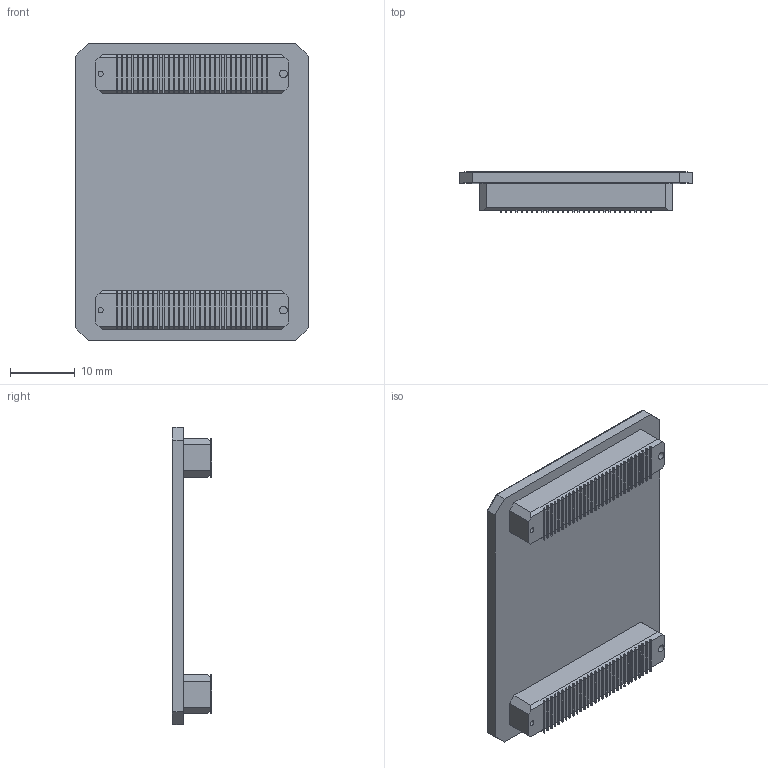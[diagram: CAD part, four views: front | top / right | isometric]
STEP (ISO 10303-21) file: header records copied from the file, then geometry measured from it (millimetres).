
FILE_DESCRIPTION (( 'STEP AP214' ), '1' );
FILE_NAME ('zdyz_imx6ull_core.STEP', '2024-04-06T14:41:28', ( '' ), ( '' ), 'SwSTEP 2.0', 'SolidWorks 2020', '' );
FILE_SCHEMA (( 'AUTOMOTIVE_DESIGN' ));
Length unit declared in the file: millimetre
Products named in the file (6): 錨璃6^zdyz_imx6ull_core; 錨璃5^zdyz_imx6ull_core; 錨璃3^zdyz_imx6ull_core; zdyz_imx6ull_core; 錨璃7^zdyz_imx6ull_core; 錨璃4^zdyz_imx6ull_core
Assembly tree (5 placements, depth 2):
  zdyz_imx6ull_core
    錨璃3^zdyz_imx6ull_core
    錨璃4^zdyz_imx6ull_core
    錨璃5^zdyz_imx6ull_core
    錨璃6^zdyz_imx6ull_core
    錨璃7^zdyz_imx6ull_core
Bounding box: 36 x 6.11 x 46 mm (x, y, z)
Volume: 4273.8 mm3; surface area: 8483.5 mm2
Topology: 65 solids, 65 shells, 430 faces, 900 edges, 600 vertices
Faces by surface type: plane 422, cylinder 8
Entity records: 12022 total; most frequent: CARTESIAN_POINT 1938, ORIENTED_EDGE 1800, DIRECTION 1792, EDGE_CURVE 900, VECTOR 884, LINE 884, VERTEX_POINT 600, AXIS2_PLACEMENT_3D 454
